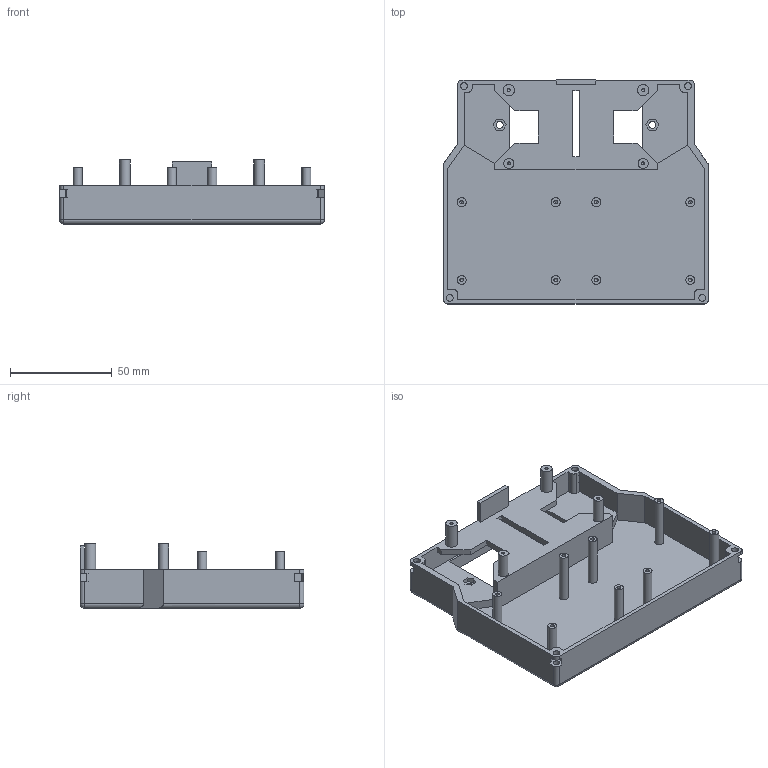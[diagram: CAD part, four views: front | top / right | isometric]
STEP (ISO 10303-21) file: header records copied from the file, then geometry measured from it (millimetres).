
FILE_DESCRIPTION(/* description */ (''),/* implementation_level */ '2;1');
FILE_NAME(/* name */ '',/* time_stamp */ '2025-10-14T10:00:48+08:00',/* author */ (''),/* organization */ (''),/* preprocessor_version */ 'ST-DEVELOPER v20.1',/* originating_system */ 'Autodesk Translation Framework v14.17.0.0',/* authorisation */ '');
FILE_SCHEMA (('AUTOMOTIVE_DESIGN { 1 0 10303 214 3 1 1 }'));
Length unit declared in the file: millimetre
Products named in the file (1): 遥控器
Bounding box: 130 x 110 x 31.5 mm (x, y, z)
Volume: 70705.4 mm3; surface area: 51829.1 mm2
Topology: 1 solids, 1 shells, 188 faces, 480 edges, 310 vertices
Faces by surface type: plane 120, cylinder 52, cone 12, sphere 4
Full cylindrical faces by diameter (mm): 1.5 x4, 1.8 x8, 3.35 x10, 4.4 x8, 5 x2, 5.5 x2
Entity records: 5626 total; most frequent: CARTESIAN_POINT 967, DIRECTION 950, ORIENTED_EDGE 936, EDGE_CURVE 468, LINE 364, VECTOR 364, VERTEX_POINT 310, AXIS2_PLACEMENT_3D 293
